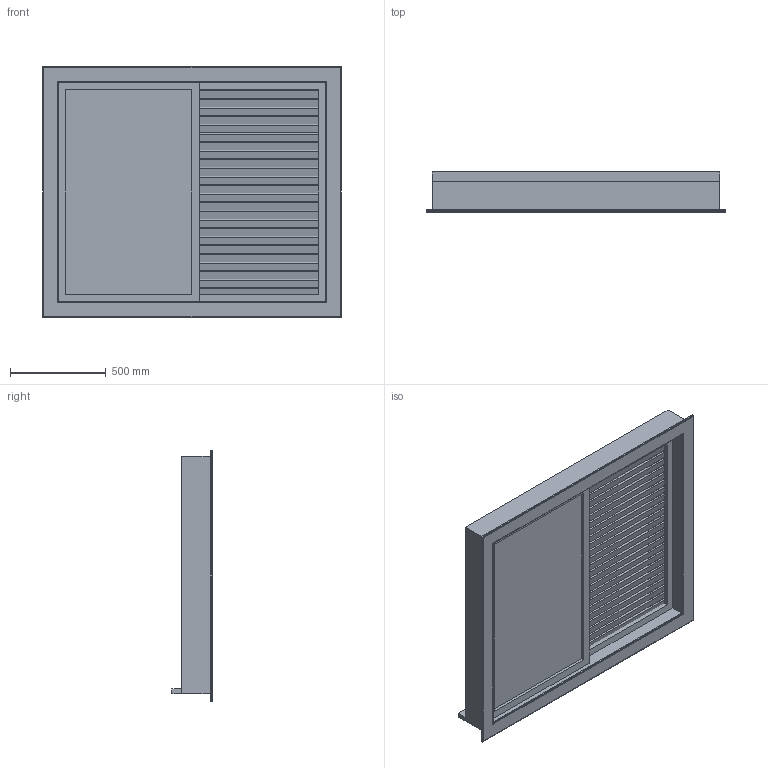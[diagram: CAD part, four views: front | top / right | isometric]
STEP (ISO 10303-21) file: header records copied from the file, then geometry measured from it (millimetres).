
FILE_DESCRIPTION(('FreeCAD Model'),'2;1');
FILE_NAME('Sliding_window.step', '2016-11-11T08:15:20',('Author'),(''), 'Open CASCADE STEP processor 6.8','FreeCAD','Unknown');
FILE_SCHEMA(('AUTOMOTIVE_DESIGN_CC2 { 1 2 10303 214 -1 1 5 4 }'));
Length unit declared in the file: millimetre
Products named in the file (7): ASSEMBLY; Window_001; Open_shutter001; Closed_shutter001; Trim001; Sill; Internal_trim
Assembly tree (6 placements, depth 2):
  ASSEMBLY
    Window_001
    Open_shutter001
    Closed_shutter001
    Trim001
    Sill
    Internal_trim
Bounding box: 1560 x 210 x 1310 mm (x, y, z)
Volume: 88342966.2 mm3; surface area: 11463511.6 mm2
Topology: 56 solids, 56 shells, 368 faces, 760 edges, 504 vertices
Faces by surface type: plane 264, cylinder 104
Entity records: 20826 total; most frequent: CARTESIAN_POINT 3627, DIRECTION 3206, LINE 1872, VECTOR 1872, ORIENTED_EDGE 1520, PCURVE 1520, DEFINITIONAL_REPRESENTATION 1520, EDGE_CURVE 760
